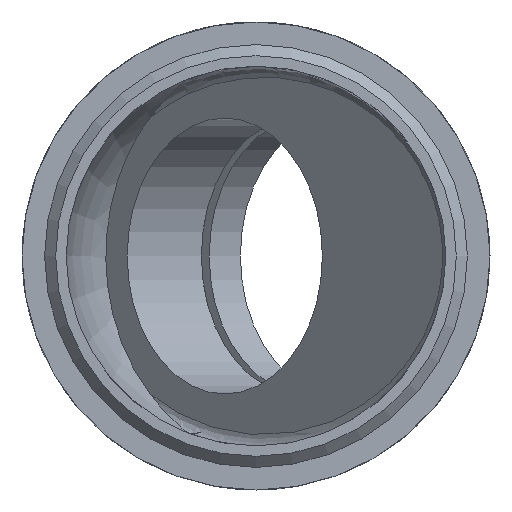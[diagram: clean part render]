
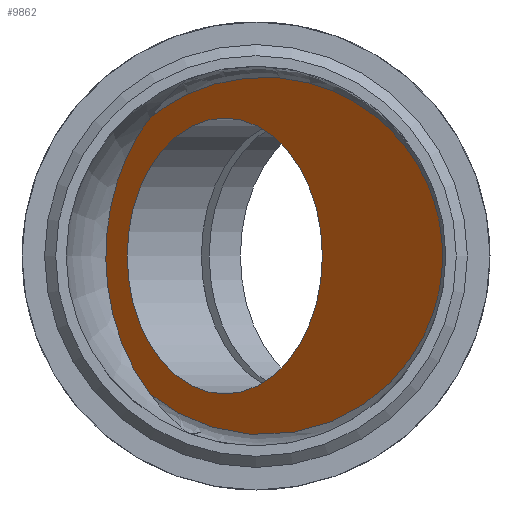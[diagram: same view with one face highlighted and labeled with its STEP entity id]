
A CAD part, front view. The second image highlights one B-rep face of the part: STEP entity #9862.
In plain terms, the highlighted planar face has unit normal (-0.707, -0.707, 0).
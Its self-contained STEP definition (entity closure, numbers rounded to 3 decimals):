
#170 = B_SPLINE_CURVE_WITH_KNOTS ( 'NONE', 3,
 ( #4691, #9089, #10626, #9152, #3351, #17986, #4801, #6163, #10555, #16461, #379, #314, #9221, #1823, #490, #1761, #7749, #6104, #12036, #16275, #4624, #15053, #12091, #3292, #9033, #431, #7694, #12151 ),
 .UNSPECIFIED., .F., .F.,
 ( 4, 2, 2, 2, 2, 2, 2, 2, 2, 2, 2, 2, 2, 4 ),
 ( 0.008, 0.011, 0.013, 0.014, 0.015, 0.018, 0.019, 0.02, 0.022, 0.025, 0.029, 0.031, 0.032, 0.036 ),
 .UNSPECIFIED. ) ;
#274 = CARTESIAN_POINT ( 'NONE',  ( 16.907, 15.436, 0. ) ) ;
#314 = CARTESIAN_POINT ( 'NONE',  ( -13.375, 45.718, -3.233 ) ) ;
#379 = CARTESIAN_POINT ( 'NONE',  ( -13.148, 45.491, -4.664 ) ) ;
#431 = CARTESIAN_POINT ( 'NONE',  ( -10.783, 43.126, 10.809 ) ) ;
#490 = CARTESIAN_POINT ( 'NONE',  ( -13.513, 45.856, -2.067 ) ) ;
#517 =( BOUNDED_CURVE ( )  B_SPLINE_CURVE ( 3, ( #8852, #14778, #8989, #274, #4400, #17503, #10195 ),
 .UNSPECIFIED., .F., .F. ) 
 B_SPLINE_CURVE_WITH_KNOTS ( ( 4, 3, 4 ),
 ( 0.88, 3.142, 5.403 ),
 .UNSPECIFIED. ) 
 CURVE ( )  GEOMETRIC_REPRESENTATION_ITEM ( )  RATIONAL_B_SPLINE_CURVE ( ( 1., 0.617, 0.617, 1., 0.617, 0.617, 1. ) ) 
 REPRESENTATION_ITEM ( '' )  );
#590 = ORIENTED_EDGE ( 'NONE', *, *, #18154, .T. ) ;
#1074 = CIRCLE ( 'NONE', #6150, 12.5 ) ;
#1761 = CARTESIAN_POINT ( 'NONE',  ( -13.582, 45.926, -1.185 ) ) ;
#1823 = CARTESIAN_POINT ( 'NONE',  ( -13.484, 45.827, -2.362 ) ) ;
#1921 = CARTESIAN_POINT ( 'NONE',  ( -9.616, 41.959, -12.485 ) ) ;
#3292 = CARTESIAN_POINT ( 'NONE',  ( -11.749, 44.092, 8.896 ) ) ;
#3351 = CARTESIAN_POINT ( 'NONE',  ( -11.741, 44.085, -8.912 ) ) ;
#4400 = CARTESIAN_POINT ( 'NONE',  ( 16.907, 15.436, 15.83 ) ) ;
#4566 = CARTESIAN_POINT ( 'NONE',  ( -2.828, 35.172, 0. ) ) ;
#4624 = CARTESIAN_POINT ( 'NONE',  ( -12.886, 45.229, 5.752 ) ) ;
#4691 = CARTESIAN_POINT ( 'NONE',  ( -9.616, 41.959, -12.485 ) ) ;
#4801 = CARTESIAN_POINT ( 'NONE',  ( -12.162, 44.505, -7.89 ) ) ;
#6104 = CARTESIAN_POINT ( 'NONE',  ( -13.607, 45.95, 1.157 ) ) ;
#6106 = DIRECTION ( 'NONE',  ( 0.707, -0.707, 0. ) ) ;
#6150 = AXIS2_PLACEMENT_3D ( 'NONE', #4566, #10431, #6106 ) ;
#6163 = CARTESIAN_POINT ( 'NONE',  ( -12.356, 44.699, -7.367 ) ) ;
#6370 = CARTESIAN_POINT ( 'NONE',  ( -24.828, 57.172, -21.2 ) ) ;
#6505 = EDGE_CURVE ( 'NONE', #8715, #8715, #1074, .T. ) ;
#7694 = CARTESIAN_POINT ( 'NONE',  ( -10.23, 42.573, 11.683 ) ) ;
#7749 = CARTESIAN_POINT ( 'NONE',  ( -13.605, 45.949, -0.599 ) ) ;
#8229 = EDGE_CURVE ( 'NONE', #11795, #11944, #170, .T. ) ;
#8715 = VERTEX_POINT ( 'NONE', #10627 ) ;
#8852 = CARTESIAN_POINT ( 'NONE',  ( -9.616, 41.959, -12.485 ) ) ;
#8989 = CARTESIAN_POINT ( 'NONE',  ( 16.907, 15.436, -15.83 ) ) ;
#9033 = CARTESIAN_POINT ( 'NONE',  ( -11.519, 43.862, 9.389 ) ) ;
#9089 = CARTESIAN_POINT ( 'NONE',  ( -10.228, 42.571, -11.686 ) ) ;
#9152 = CARTESIAN_POINT ( 'NONE',  ( -11.513, 43.856, -9.402 ) ) ;
#9221 = CARTESIAN_POINT ( 'NONE',  ( -13.415, 45.758, -2.944 ) ) ;
#9702 = EDGE_LOOP ( 'NONE', ( #11603, #590 ) ) ;
#9862 = ADVANCED_FACE ( 'NONE', ( #15127, #13995 ), #18256, .T. ) ;
#10005 = CARTESIAN_POINT ( 'NONE',  ( -9.616, 41.959, 12.485 ) ) ;
#10195 = CARTESIAN_POINT ( 'NONE',  ( -9.616, 41.959, 12.485 ) ) ;
#10431 = DIRECTION ( 'NONE',  ( 0.707, 0.707, 0. ) ) ;
#10555 = CARTESIAN_POINT ( 'NONE',  ( -12.448, 44.791, -7.102 ) ) ;
#10626 = CARTESIAN_POINT ( 'NONE',  ( -10.779, 43.122, -10.815 ) ) ;
#10627 = CARTESIAN_POINT ( 'NONE',  ( 6.01, 26.333, 0. ) ) ;
#11603 = ORIENTED_EDGE ( 'NONE', *, *, #8229, .F. ) ;
#11795 = VERTEX_POINT ( 'NONE', #1921 ) ;
#11944 = VERTEX_POINT ( 'NONE', #10005 ) ;
#12036 = CARTESIAN_POINT ( 'NONE',  ( -13.517, 45.86, 2.323 ) ) ;
#12091 = CARTESIAN_POINT ( 'NONE',  ( -12.175, 44.518, 7.874 ) ) ;
#12151 = CARTESIAN_POINT ( 'NONE',  ( -9.616, 41.959, 12.485 ) ) ;
#12364 = DIRECTION ( 'NONE',  ( 0.707, -0.707, 0. ) ) ;
#13984 = ORIENTED_EDGE ( 'NONE', *, *, #6505, .T. ) ;
#13995 = FACE_OUTER_BOUND ( 'NONE', #9702, .T. ) ;
#14778 = CARTESIAN_POINT ( 'NONE',  ( 2.584, 29.759, -22.572 ) ) ;
#15053 = CARTESIAN_POINT ( 'NONE',  ( -12.367, 44.711, 7.352 ) ) ;
#15127 = FACE_BOUND ( 'NONE', #16500, .T. ) ;
#16275 = CARTESIAN_POINT ( 'NONE',  ( -13.153, 45.497, 4.641 ) ) ;
#16461 = CARTESIAN_POINT ( 'NONE',  ( -12.882, 45.225, -5.769 ) ) ;
#16500 = EDGE_LOOP ( 'NONE', ( #13984 ) ) ;
#16791 = DIRECTION ( 'NONE',  ( -0.707, -0.707, 0. ) ) ;
#17503 = CARTESIAN_POINT ( 'NONE',  ( 2.584, 29.759, 22.572 ) ) ;
#17986 = CARTESIAN_POINT ( 'NONE',  ( -12.06, 44.403, -8.15 ) ) ;
#17988 = AXIS2_PLACEMENT_3D ( 'NONE', #6370, #16791, #12364 ) ;
#18154 = EDGE_CURVE ( 'NONE', #11795, #11944, #517, .T. ) ;
#18256 = PLANE ( 'NONE',  #17988 ) ;
